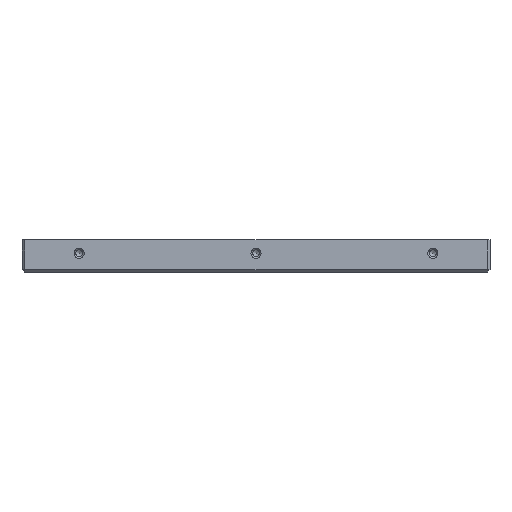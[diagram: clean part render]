
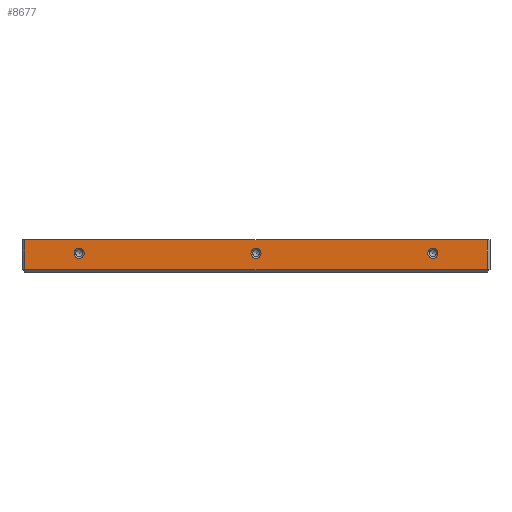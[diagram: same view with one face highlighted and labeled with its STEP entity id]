
A CAD part, front view. The second image highlights one B-rep face of the part: STEP entity #8677.
In plain terms, the highlighted planar face has unit normal (0, -1, 0).
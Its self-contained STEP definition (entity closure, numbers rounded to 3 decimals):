
#75 = PLANE('',#76);
#76 = AXIS2_PLACEMENT_3D('',#77,#78,#79);
#77 = CARTESIAN_POINT('',(0.,0.,12.));
#78 = DIRECTION('',(-0.,-0.,-1.));
#79 = DIRECTION('',(-1.,0.,0.));
#748 = VERTEX_POINT('',#749);
#749 = CARTESIAN_POINT('',(85.,-60.,12.));
#763 = PLANE('',#764);
#764 = AXIS2_PLACEMENT_3D('',#765,#766,#767);
#765 = CARTESIAN_POINT('',(85.5,-59.5,0.));
#766 = DIRECTION('',(0.707,-0.707,0.));
#767 = DIRECTION('',(0.,0.,1.));
#775 = EDGE_CURVE('',#748,#776,#778,.T.);
#776 = VERTEX_POINT('',#777);
#777 = CARTESIAN_POINT('',(-85.,-60.,12.));
#778 = SURFACE_CURVE('',#779,(#783,#790),.PCURVE_S1.);
#779 = LINE('',#780,#781);
#780 = CARTESIAN_POINT('',(86.,-60.,12.));
#781 = VECTOR('',#782,1.);
#782 = DIRECTION('',(-1.,0.,0.));
#783 = PCURVE('',#75,#784);
#784 = DEFINITIONAL_REPRESENTATION('',(#785),#789);
#785 = LINE('',#786,#787);
#786 = CARTESIAN_POINT('',(-86.,-60.));
#787 = VECTOR('',#788,1.);
#788 = DIRECTION('',(1.,0.));
#789 = ( GEOMETRIC_REPRESENTATION_CONTEXT(2) 
PARAMETRIC_REPRESENTATION_CONTEXT() REPRESENTATION_CONTEXT('2D SPACE',''
  ) );
#790 = PCURVE('',#791,#796);
#791 = PLANE('',#792);
#792 = AXIS2_PLACEMENT_3D('',#793,#794,#795);
#793 = CARTESIAN_POINT('',(86.,-60.,0.));
#794 = DIRECTION('',(0.,-1.,0.));
#795 = DIRECTION('',(-1.,0.,0.));
#796 = DEFINITIONAL_REPRESENTATION('',(#797),#801);
#797 = LINE('',#798,#799);
#798 = CARTESIAN_POINT('',(0.,-12.));
#799 = VECTOR('',#800,1.);
#800 = DIRECTION('',(1.,0.));
#801 = ( GEOMETRIC_REPRESENTATION_CONTEXT(2) 
PARAMETRIC_REPRESENTATION_CONTEXT() REPRESENTATION_CONTEXT('2D SPACE',''
  ) );
#819 = PLANE('',#820);
#820 = AXIS2_PLACEMENT_3D('',#821,#822,#823);
#821 = CARTESIAN_POINT('',(-85.5,-59.5,0.));
#822 = DIRECTION('',(-0.707,-0.707,0.));
#823 = DIRECTION('',(-0.,-0.,-1.));
#8296 = VERTEX_POINT('',#8297);
#8297 = CARTESIAN_POINT('',(85.,-60.,1.));
#8325 = EDGE_CURVE('',#8296,#748,#8326,.T.);
#8326 = SURFACE_CURVE('',#8327,(#8331,#8338),.PCURVE_S1.);
#8327 = LINE('',#8328,#8329);
#8328 = CARTESIAN_POINT('',(85.,-60.,0.));
#8329 = VECTOR('',#8330,1.);
#8330 = DIRECTION('',(0.,0.,1.));
#8331 = PCURVE('',#763,#8332);
#8332 = DEFINITIONAL_REPRESENTATION('',(#8333),#8337);
#8333 = LINE('',#8334,#8335);
#8334 = CARTESIAN_POINT('',(0.,0.707));
#8335 = VECTOR('',#8336,1.);
#8336 = DIRECTION('',(1.,0.));
#8337 = ( GEOMETRIC_REPRESENTATION_CONTEXT(2) 
PARAMETRIC_REPRESENTATION_CONTEXT() REPRESENTATION_CONTEXT('2D SPACE',''
  ) );
#8338 = PCURVE('',#791,#8339);
#8339 = DEFINITIONAL_REPRESENTATION('',(#8340),#8344);
#8340 = LINE('',#8341,#8342);
#8341 = CARTESIAN_POINT('',(1.,0.));
#8342 = VECTOR('',#8343,1.);
#8343 = DIRECTION('',(0.,-1.));
#8344 = ( GEOMETRIC_REPRESENTATION_CONTEXT(2) 
PARAMETRIC_REPRESENTATION_CONTEXT() REPRESENTATION_CONTEXT('2D SPACE',''
  ) );
#8677 = ADVANCED_FACE('',(#8678,#8709,#8762,#8793),#791,.T.);
#8678 = FACE_BOUND('',#8679,.T.);
#8679 = EDGE_LOOP('',(#8680));
#8680 = ORIENTED_EDGE('',*,*,#8681,.F.);
#8681 = EDGE_CURVE('',#8682,#8682,#8684,.T.);
#8682 = VERTEX_POINT('',#8683);
#8683 = CARTESIAN_POINT('',(63.15,-60.,7.));
#8684 = SURFACE_CURVE('',#8685,(#8690,#8697),.PCURVE_S1.);
#8685 = CIRCLE('',#8686,1.85);
#8686 = AXIS2_PLACEMENT_3D('',#8687,#8688,#8689);
#8687 = CARTESIAN_POINT('',(65.,-60.,7.));
#8688 = DIRECTION('',(0.,-1.,0.));
#8689 = DIRECTION('',(-1.,0.,0.));
#8690 = PCURVE('',#791,#8691);
#8691 = DEFINITIONAL_REPRESENTATION('',(#8692),#8696);
#8692 = CIRCLE('',#8693,1.85);
#8693 = AXIS2_PLACEMENT_2D('',#8694,#8695);
#8694 = CARTESIAN_POINT('',(21.,-7.));
#8695 = DIRECTION('',(1.,0.));
#8696 = ( GEOMETRIC_REPRESENTATION_CONTEXT(2) 
PARAMETRIC_REPRESENTATION_CONTEXT() REPRESENTATION_CONTEXT('2D SPACE',''
  ) );
#8697 = PCURVE('',#8698,#8703);
#8698 = CONICAL_SURFACE('',#8699,1.25,0.785);
#8699 = AXIS2_PLACEMENT_3D('',#8700,#8701,#8702);
#8700 = CARTESIAN_POINT('',(65.,-59.4,7.));
#8701 = DIRECTION('',(-0.,-1.,-0.));
#8702 = DIRECTION('',(-1.,0.,0.));
#8703 = DEFINITIONAL_REPRESENTATION('',(#8704),#8708);
#8704 = LINE('',#8705,#8706);
#8705 = CARTESIAN_POINT('',(-0.,0.6));
#8706 = VECTOR('',#8707,1.);
#8707 = DIRECTION('',(1.,-0.));
#8708 = ( GEOMETRIC_REPRESENTATION_CONTEXT(2) 
PARAMETRIC_REPRESENTATION_CONTEXT() REPRESENTATION_CONTEXT('2D SPACE',''
  ) );
#8709 = FACE_BOUND('',#8710,.T.);
#8710 = EDGE_LOOP('',(#8711,#8712,#8735,#8761));
#8711 = ORIENTED_EDGE('',*,*,#775,.T.);
#8712 = ORIENTED_EDGE('',*,*,#8713,.F.);
#8713 = EDGE_CURVE('',#8714,#776,#8716,.T.);
#8714 = VERTEX_POINT('',#8715);
#8715 = CARTESIAN_POINT('',(-85.,-60.,1.));
#8716 = SURFACE_CURVE('',#8717,(#8721,#8728),.PCURVE_S1.);
#8717 = LINE('',#8718,#8719);
#8718 = CARTESIAN_POINT('',(-85.,-60.,0.));
#8719 = VECTOR('',#8720,1.);
#8720 = DIRECTION('',(0.,0.,1.));
#8721 = PCURVE('',#791,#8722);
#8722 = DEFINITIONAL_REPRESENTATION('',(#8723),#8727);
#8723 = LINE('',#8724,#8725);
#8724 = CARTESIAN_POINT('',(171.,0.));
#8725 = VECTOR('',#8726,1.);
#8726 = DIRECTION('',(0.,-1.));
#8727 = ( GEOMETRIC_REPRESENTATION_CONTEXT(2) 
PARAMETRIC_REPRESENTATION_CONTEXT() REPRESENTATION_CONTEXT('2D SPACE',''
  ) );
#8728 = PCURVE('',#819,#8729);
#8729 = DEFINITIONAL_REPRESENTATION('',(#8730),#8734);
#8730 = LINE('',#8731,#8732);
#8731 = CARTESIAN_POINT('',(-0.,0.707));
#8732 = VECTOR('',#8733,1.);
#8733 = DIRECTION('',(-1.,0.));
#8734 = ( GEOMETRIC_REPRESENTATION_CONTEXT(2) 
PARAMETRIC_REPRESENTATION_CONTEXT() REPRESENTATION_CONTEXT('2D SPACE',''
  ) );
#8735 = ORIENTED_EDGE('',*,*,#8736,.F.);
#8736 = EDGE_CURVE('',#8296,#8714,#8737,.T.);
#8737 = SURFACE_CURVE('',#8738,(#8742,#8749),.PCURVE_S1.);
#8738 = LINE('',#8739,#8740);
#8739 = CARTESIAN_POINT('',(86.,-60.,1.));
#8740 = VECTOR('',#8741,1.);
#8741 = DIRECTION('',(-1.,0.,0.));
#8742 = PCURVE('',#791,#8743);
#8743 = DEFINITIONAL_REPRESENTATION('',(#8744),#8748);
#8744 = LINE('',#8745,#8746);
#8745 = CARTESIAN_POINT('',(0.,-1.));
#8746 = VECTOR('',#8747,1.);
#8747 = DIRECTION('',(1.,0.));
#8748 = ( GEOMETRIC_REPRESENTATION_CONTEXT(2) 
PARAMETRIC_REPRESENTATION_CONTEXT() REPRESENTATION_CONTEXT('2D SPACE',''
  ) );
#8749 = PCURVE('',#8750,#8755);
#8750 = PLANE('',#8751);
#8751 = AXIS2_PLACEMENT_3D('',#8752,#8753,#8754);
#8752 = CARTESIAN_POINT('',(86.,-59.5,0.5));
#8753 = DIRECTION('',(0.,-0.707,-0.707));
#8754 = DIRECTION('',(1.,0.,0.));
#8755 = DEFINITIONAL_REPRESENTATION('',(#8756),#8760);
#8756 = LINE('',#8757,#8758);
#8757 = CARTESIAN_POINT('',(-0.,0.707));
#8758 = VECTOR('',#8759,1.);
#8759 = DIRECTION('',(-1.,0.));
#8760 = ( GEOMETRIC_REPRESENTATION_CONTEXT(2) 
PARAMETRIC_REPRESENTATION_CONTEXT() REPRESENTATION_CONTEXT('2D SPACE',''
  ) );
#8761 = ORIENTED_EDGE('',*,*,#8325,.T.);
#8762 = FACE_BOUND('',#8763,.T.);
#8763 = EDGE_LOOP('',(#8764));
#8764 = ORIENTED_EDGE('',*,*,#8765,.F.);
#8765 = EDGE_CURVE('',#8766,#8766,#8768,.T.);
#8766 = VERTEX_POINT('',#8767);
#8767 = CARTESIAN_POINT('',(-1.85,-60.,7.));
#8768 = SURFACE_CURVE('',#8769,(#8774,#8781),.PCURVE_S1.);
#8769 = CIRCLE('',#8770,1.85);
#8770 = AXIS2_PLACEMENT_3D('',#8771,#8772,#8773);
#8771 = CARTESIAN_POINT('',(0.,-60.,7.));
#8772 = DIRECTION('',(0.,-1.,0.));
#8773 = DIRECTION('',(-1.,0.,0.));
#8774 = PCURVE('',#791,#8775);
#8775 = DEFINITIONAL_REPRESENTATION('',(#8776),#8780);
#8776 = CIRCLE('',#8777,1.85);
#8777 = AXIS2_PLACEMENT_2D('',#8778,#8779);
#8778 = CARTESIAN_POINT('',(86.,-7.));
#8779 = DIRECTION('',(1.,0.));
#8780 = ( GEOMETRIC_REPRESENTATION_CONTEXT(2) 
PARAMETRIC_REPRESENTATION_CONTEXT() REPRESENTATION_CONTEXT('2D SPACE',''
  ) );
#8781 = PCURVE('',#8782,#8787);
#8782 = CONICAL_SURFACE('',#8783,1.25,0.785);
#8783 = AXIS2_PLACEMENT_3D('',#8784,#8785,#8786);
#8784 = CARTESIAN_POINT('',(0.,-59.4,7.));
#8785 = DIRECTION('',(-0.,-1.,-0.));
#8786 = DIRECTION('',(-1.,0.,0.));
#8787 = DEFINITIONAL_REPRESENTATION('',(#8788),#8792);
#8788 = LINE('',#8789,#8790);
#8789 = CARTESIAN_POINT('',(-0.,0.6));
#8790 = VECTOR('',#8791,1.);
#8791 = DIRECTION('',(1.,-0.));
#8792 = ( GEOMETRIC_REPRESENTATION_CONTEXT(2) 
PARAMETRIC_REPRESENTATION_CONTEXT() REPRESENTATION_CONTEXT('2D SPACE',''
  ) );
#8793 = FACE_BOUND('',#8794,.T.);
#8794 = EDGE_LOOP('',(#8795));
#8795 = ORIENTED_EDGE('',*,*,#8796,.F.);
#8796 = EDGE_CURVE('',#8797,#8797,#8799,.T.);
#8797 = VERTEX_POINT('',#8798);
#8798 = CARTESIAN_POINT('',(-66.85,-60.,7.));
#8799 = SURFACE_CURVE('',#8800,(#8805,#8812),.PCURVE_S1.);
#8800 = CIRCLE('',#8801,1.85);
#8801 = AXIS2_PLACEMENT_3D('',#8802,#8803,#8804);
#8802 = CARTESIAN_POINT('',(-65.,-60.,7.));
#8803 = DIRECTION('',(0.,-1.,0.));
#8804 = DIRECTION('',(-1.,0.,0.));
#8805 = PCURVE('',#791,#8806);
#8806 = DEFINITIONAL_REPRESENTATION('',(#8807),#8811);
#8807 = CIRCLE('',#8808,1.85);
#8808 = AXIS2_PLACEMENT_2D('',#8809,#8810);
#8809 = CARTESIAN_POINT('',(151.,-7.));
#8810 = DIRECTION('',(1.,0.));
#8811 = ( GEOMETRIC_REPRESENTATION_CONTEXT(2) 
PARAMETRIC_REPRESENTATION_CONTEXT() REPRESENTATION_CONTEXT('2D SPACE',''
  ) );
#8812 = PCURVE('',#8813,#8818);
#8813 = CONICAL_SURFACE('',#8814,1.25,0.785);
#8814 = AXIS2_PLACEMENT_3D('',#8815,#8816,#8817);
#8815 = CARTESIAN_POINT('',(-65.,-59.4,7.));
#8816 = DIRECTION('',(-0.,-1.,-0.));
#8817 = DIRECTION('',(-1.,0.,0.));
#8818 = DEFINITIONAL_REPRESENTATION('',(#8819),#8823);
#8819 = LINE('',#8820,#8821);
#8820 = CARTESIAN_POINT('',(-0.,0.6));
#8821 = VECTOR('',#8822,1.);
#8822 = DIRECTION('',(1.,-0.));
#8823 = ( GEOMETRIC_REPRESENTATION_CONTEXT(2) 
PARAMETRIC_REPRESENTATION_CONTEXT() REPRESENTATION_CONTEXT('2D SPACE',''
  ) );
